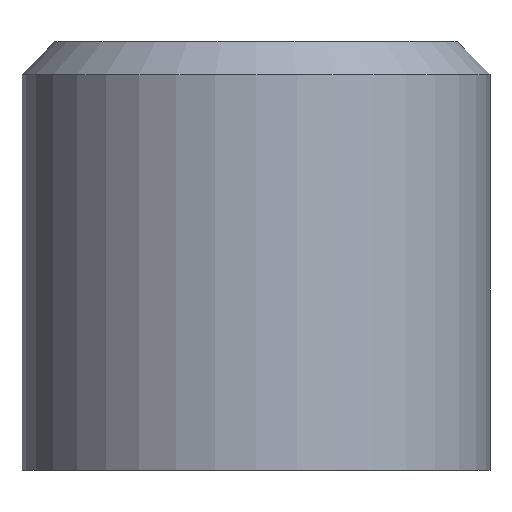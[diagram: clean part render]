
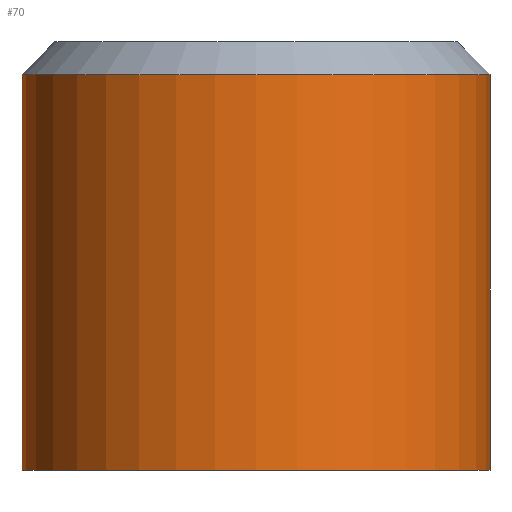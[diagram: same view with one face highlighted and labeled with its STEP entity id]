
A CAD part, front view. The second image highlights one B-rep face of the part: STEP entity #70.
In plain terms, the highlighted cylindrical face has radius 14.2 mm (diameter 28.4 mm), a full revolution.
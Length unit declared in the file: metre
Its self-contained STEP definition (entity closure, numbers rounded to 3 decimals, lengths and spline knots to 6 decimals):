
#70 = ADVANCED_FACE( '', ( #152, #153, #154 ), #155, .T. );
#152 = FACE_OUTER_BOUND( '', #227, .T. );
#153 = FACE_BOUND( '', #228, .T. );
#154 = FACE_OUTER_BOUND( '', #229, .T. );
#155 = CYLINDRICAL_SURFACE( '', #230, 0.0142 );
#227 = EDGE_LOOP( '', ( #326 ) );
#228 = EDGE_LOOP( '', ( #327 ) );
#229 = EDGE_LOOP( '', ( #328 ) );
#230 = AXIS2_PLACEMENT_3D( '', #329, #330, #331 );
#326 = ORIENTED_EDGE( '', *, *, #349, .T. );
#327 = ORIENTED_EDGE( '', *, *, #347, .F. );
#328 = ORIENTED_EDGE( '', *, *, #357, .T. );
#329 = CARTESIAN_POINT( '', ( 0., 0., -0.010244 ) );
#330 = DIRECTION( '', ( 0., 0., -1. ) );
#331 = DIRECTION( '', ( 1., 0., 0. ) );
#347 = EDGE_CURVE( '', #392, #392, #393, .T. );
#349 = EDGE_CURVE( '', #395, #395, #396, .F. );
#357 = EDGE_CURVE( '', #405, #405, #406, .T. );
#392 = VERTEX_POINT( '', #479 );
#393 = B_SPLINE_CURVE_WITH_KNOTS( '', 3, ( #480, #481, #482, #483, #484, #485, #486, #487, #488, #489, #490, #491, #492, #493, #494, #495, #496, #497, #498, #499, #500, #501, #502, #503, #504, #505, #506, #507, #508, #509, #510, #511, #512, #513, #514, #515, #516, #517 ), .UNSPECIFIED., .T., .F., ( 2, 2, 2, 2, 2, 2, 2, 2, 2, 2, 2, 2, 2, 2, 2, 2, 2, 2, 2, 2, 2 ), ( -0.000489, 0., 0.000489, 0.000977, 0.001466, 0.001955, 0.002443, 0.002932, 0.003421, 0.003665, 0.00391, 0.004398, 0.004887, 0.005376, 0.005864, 0.006353, 0.006597, 0.006842, 0.00733, 0.007819, 0.008308 ), .UNSPECIFIED. );
#395 = VERTEX_POINT( '', #519 );
#396 = CIRCLE( '', #520, 0.0142 );
#405 = VERTEX_POINT( '', #529 );
#406 = CIRCLE( '', #530, 0.0142 );
#479 = CARTESIAN_POINT( '', ( 0.00125, 0.014145, 0.015 ) );
#480 = CARTESIAN_POINT( '', ( 0.00125, 0.014145, 0.015165 ) );
#481 = CARTESIAN_POINT( '', ( 0.00125, 0.014145, 0.014835 ) );
#482 = CARTESIAN_POINT( '', ( 0.001217, 0.014148, 0.014673 ) );
#483 = CARTESIAN_POINT( '', ( 0.001092, 0.014158, 0.01437 ) );
#484 = CARTESIAN_POINT( '', ( 0.000999, 0.014165, 0.014231 ) );
#485 = CARTESIAN_POINT( '', ( 0.000769, 0.01418, 0.014001 ) );
#486 = CARTESIAN_POINT( '', ( 0.000629, 0.014187, 0.013908 ) );
#487 = CARTESIAN_POINT( '', ( 0.000328, 0.014197, 0.013783 ) );
#488 = CARTESIAN_POINT( '', ( 0.000164, 0.0142, 0.01375 ) );
#489 = CARTESIAN_POINT( '', ( -0.000162, 0.0142, 0.01375 ) );
#490 = CARTESIAN_POINT( '', ( -0.000326, 0.014197, 0.013782 ) );
#491 = CARTESIAN_POINT( '', ( -0.000629, 0.014187, 0.013907 ) );
#492 = CARTESIAN_POINT( '', ( -0.000767, 0.01418, 0.013999 ) );
#493 = CARTESIAN_POINT( '', ( -0.001, 0.014165, 0.014232 ) );
#494 = CARTESIAN_POINT( '', ( -0.001092, 0.014158, 0.01437 ) );
#495 = CARTESIAN_POINT( '', ( -0.001186, 0.01415, 0.014597 ) );
#496 = CARTESIAN_POINT( '', ( -0.00121, 0.014148, 0.014675 ) );
#497 = CARTESIAN_POINT( '', ( -0.001242, 0.014146, 0.014835 ) );
#498 = CARTESIAN_POINT( '', ( -0.00125, 0.014145, 0.014918 ) );
#499 = CARTESIAN_POINT( '', ( -0.00125, 0.014145, 0.015163 ) );
#500 = CARTESIAN_POINT( '', ( -0.001217, 0.014148, 0.015327 ) );
#501 = CARTESIAN_POINT( '', ( -0.001093, 0.014158, 0.015628 ) );
#502 = CARTESIAN_POINT( '', ( -0.001, 0.014165, 0.015768 ) );
#503 = CARTESIAN_POINT( '', ( -0.00077, 0.01418, 0.015998 ) );
#504 = CARTESIAN_POINT( '', ( -0.000631, 0.014187, 0.016091 ) );
#505 = CARTESIAN_POINT( '', ( -0.000329, 0.014197, 0.016217 ) );
#506 = CARTESIAN_POINT( '', ( -0.000166, 0.0142, 0.01625 ) );
#507 = CARTESIAN_POINT( '', ( 0.000164, 0.0142, 0.01625 ) );
#508 = CARTESIAN_POINT( '', ( 0.000326, 0.014197, 0.016218 ) );
#509 = CARTESIAN_POINT( '', ( 0.000553, 0.014189, 0.016124 ) );
#510 = CARTESIAN_POINT( '', ( 0.000625, 0.014186, 0.016085 ) );
#511 = CARTESIAN_POINT( '', ( 0.000761, 0.01418, 0.015995 ) );
#512 = CARTESIAN_POINT( '', ( 0.000825, 0.014176, 0.015942 ) );
#513 = CARTESIAN_POINT( '', ( 0.000999, 0.014165, 0.015769 ) );
#514 = CARTESIAN_POINT( '', ( 0.001092, 0.014158, 0.01563 ) );
#515 = CARTESIAN_POINT( '', ( 0.001217, 0.014148, 0.015329 ) );
#516 = CARTESIAN_POINT( '', ( 0.00125, 0.014145, 0.015165 ) );
#517 = CARTESIAN_POINT( '', ( 0.00125, 0.014145, 0.014835 ) );
#519 = CARTESIAN_POINT( '', ( 0.0142, 0., 0.035 ) );
#520 = AXIS2_PLACEMENT_3D( '', #568, #569, #570 );
#529 = CARTESIAN_POINT( '', ( 0.0142, 0., 0.011 ) );
#530 = AXIS2_PLACEMENT_3D( '', #577, #578, #579 );
#568 = CARTESIAN_POINT( '', ( 0., 0., 0.035 ) );
#569 = DIRECTION( '', ( 0., 0., 1. ) );
#570 = DIRECTION( '', ( 1., 0., 0. ) );
#577 = CARTESIAN_POINT( '', ( 0., 0., 0.011 ) );
#578 = DIRECTION( '', ( 0., 0., 1. ) );
#579 = DIRECTION( '', ( 1., 0., 0. ) );
